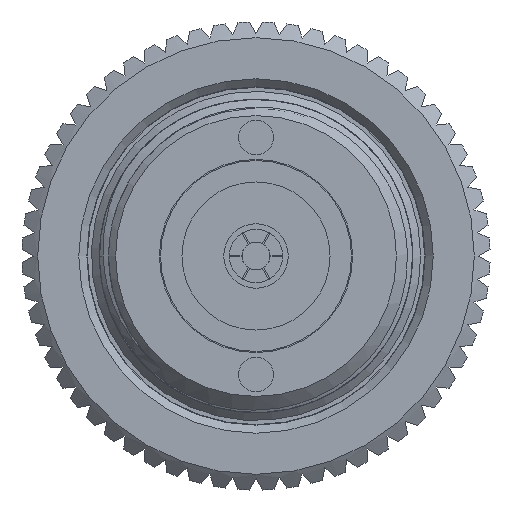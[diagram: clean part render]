
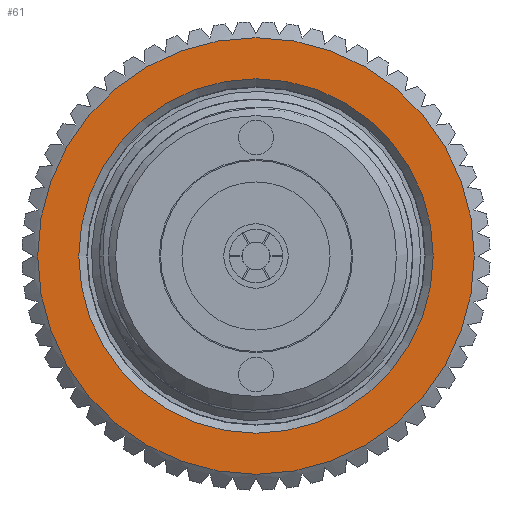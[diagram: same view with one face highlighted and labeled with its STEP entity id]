
A CAD part, left-side view. The second image highlights one B-rep face of the part: STEP entity #61.
In plain terms, the highlighted planar face has unit normal (-1, 0, 0).
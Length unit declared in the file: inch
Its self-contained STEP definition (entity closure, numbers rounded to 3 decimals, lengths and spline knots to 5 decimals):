
#61 = ADVANCED_FACE ( 'NONE', ( #10141, #8583 ), #3191, .F. ) ;
#443 = EDGE_LOOP ( 'NONE', ( #10534 ) ) ;
#1028 = CARTESIAN_POINT ( 'NONE',  ( 0., -0.4065, 0. ) ) ;
#1358 = AXIS2_PLACEMENT_3D ( 'NONE', #13894, #6338, #9534 ) ;
#1662 = EDGE_CURVE ( 'NONE', #3776, #3776, #12823, .T. ) ;
#2193 = DIRECTION ( 'NONE',  ( 1., 0., 0. ) ) ;
#2530 = EDGE_LOOP ( 'NONE', ( #8239 ) ) ;
#3140 = DIRECTION ( 'NONE',  ( 0., -1., 0. ) ) ;
#3191 = PLANE ( 'NONE',  #4263 ) ;
#3284 = CARTESIAN_POINT ( 'NONE',  ( 0., -0.33, 0. ) ) ;
#3776 = VERTEX_POINT ( 'NONE', #1028 ) ;
#4244 = CARTESIAN_POINT ( 'NONE',  ( 0., 0., 0. ) ) ;
#4263 = AXIS2_PLACEMENT_3D ( 'NONE', #4244, #2193, #10837 ) ;
#4334 = EDGE_CURVE ( 'NONE', #12814, #12814, #5105, .T. ) ;
#5105 = CIRCLE ( 'NONE', #1358, 0.33 ) ;
#6338 = DIRECTION ( 'NONE',  ( -1., 0., 0. ) ) ;
#6385 = AXIS2_PLACEMENT_3D ( 'NONE', #7309, #13897, #3140 ) ;
#7309 = CARTESIAN_POINT ( 'NONE',  ( 0., 0., 0. ) ) ;
#8239 = ORIENTED_EDGE ( 'NONE', *, *, #1662, .T. ) ;
#8583 = FACE_BOUND ( 'NONE', #443, .T. ) ;
#9534 = DIRECTION ( 'NONE',  ( 0., -1., 0. ) ) ;
#10141 = FACE_OUTER_BOUND ( 'NONE', #2530, .T. ) ;
#10534 = ORIENTED_EDGE ( 'NONE', *, *, #4334, .F. ) ;
#10837 = DIRECTION ( 'NONE',  ( 0., 1., 0. ) ) ;
#12814 = VERTEX_POINT ( 'NONE', #3284 ) ;
#12823 = CIRCLE ( 'NONE', #6385, 0.4065 ) ;
#13894 = CARTESIAN_POINT ( 'NONE',  ( 0., 0., 0. ) ) ;
#13897 = DIRECTION ( 'NONE',  ( -1., 0., 0. ) ) ;
